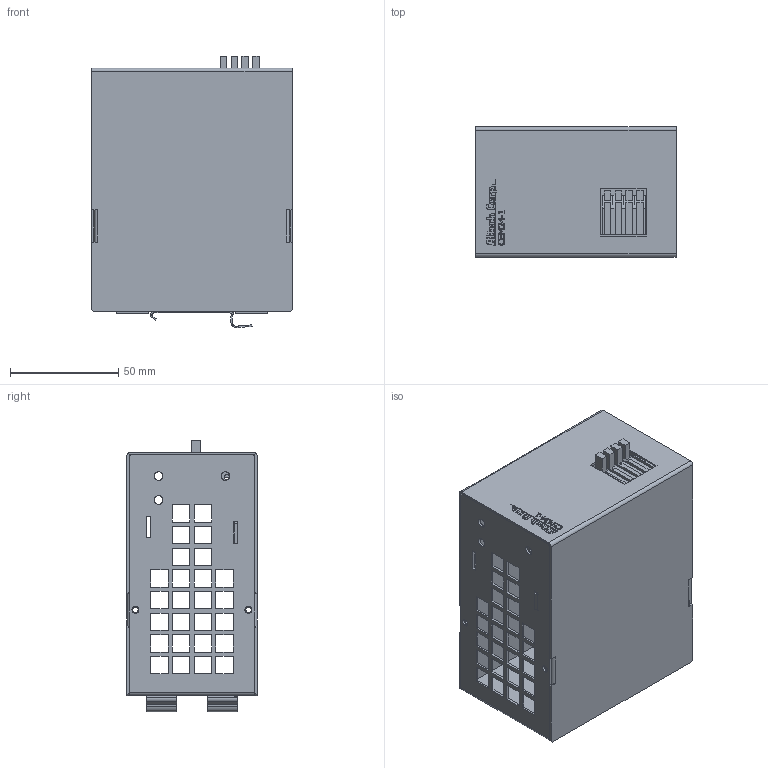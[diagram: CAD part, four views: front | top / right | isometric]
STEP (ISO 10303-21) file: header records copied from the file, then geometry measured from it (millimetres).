
FILE_DESCRIPTION(/* description */ (''),/* implementation_level */ '2;1');
FILE_NAME(/* name */ 'CEM24-1.stp',/* time_stamp */ '2023-06-13T15:21:52-04:00',/* author */ ('altec'),/* organization */ (''),/* preprocessor_version */ 'ST-DEVELOPER v19.2',/* originating_system */ 'Autodesk Inventor 2024',/* authorisation */ '');
FILE_SCHEMA (('AUTOMOTIVE_DESIGN { 1 0 10303 214 3 1 1 }'));
Length unit declared in the file: millimetre
Products named in the file (11): CEM24-1; CEM12-1; CEM12-1_1; CEM12-1_2; CEM12-1_3; CEM12-1_4; CEM12-1_5; CEM12-1_6; CEM12-1_7; CEM12-1_8; C-TEC Altech Logo
Assembly tree (10 placements, depth 2):
  CEM24-1
    CEM12-1
    CEM12-1_1
    CEM12-1_2
    CEM12-1_3
    CEM12-1_4
    CEM12-1_5
    CEM12-1_6
    CEM12-1_7
    CEM12-1_8
    C-TEC Altech Logo
Bounding box: 93 x 60 x 125.18 mm (x, y, z)
Volume: 62104.8 mm3; surface area: 113077 mm2
Topology: 29 solids, 29 shells, 878 faces, 2452 edges, 1632 vertices
Faces by surface type: plane 652, cylinder 198, bspline 28
Full cylindrical faces by diameter (mm): 2.46 x2, 2.5 x4, 3 x2, 3.2 x4, 4 x6, 4.1 x2
Entity records: 29336 total; most frequent: CARTESIAN_POINT 5347, ORIENTED_EDGE 4904, DIRECTION 4542, EDGE_CURVE 2452, LINE 1992, VECTOR 1992, VERTEX_POINT 1632, AXIS2_PLACEMENT_3D 1275
